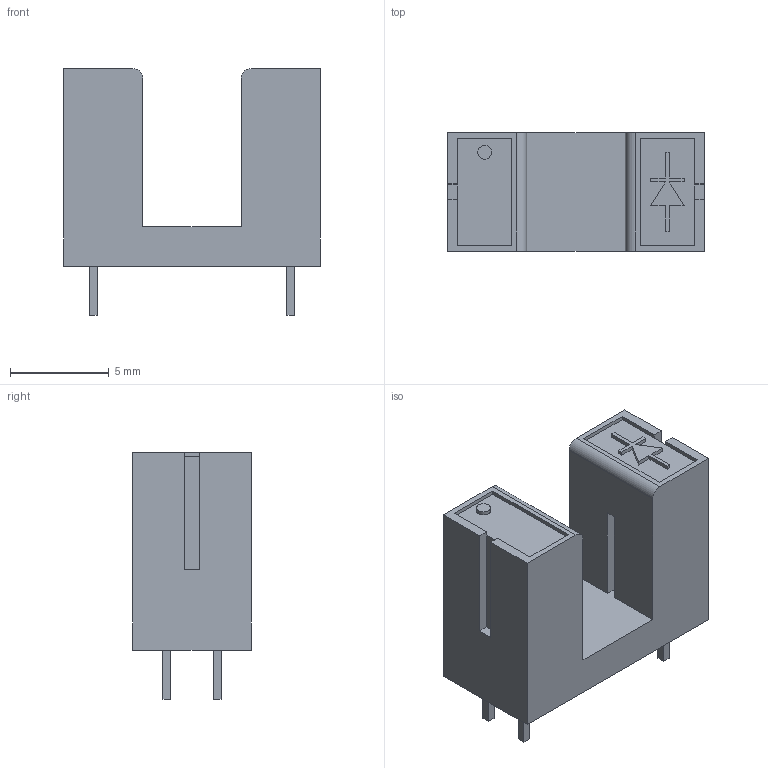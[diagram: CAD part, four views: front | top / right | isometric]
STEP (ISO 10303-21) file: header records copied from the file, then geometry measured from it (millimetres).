
FILE_DESCRIPTION (( 'STEP AP214' ), '1' );
FILE_NAME ('ITR9608.STEP', '2019-12-04T14:24:55', ( 'Elessar' ), ( '' ), 'SwSTEP 2.0', 'SolidWorks 2018', '' );
FILE_SCHEMA (( 'AUTOMOTIVE_DESIGN' ));
Length unit declared in the file: millimetre
Products named in the file (1): ITR9608
Bounding box: 13 x 6 x 12.5 mm (x, y, z)
Volume: 528.3 mm3; surface area: 597 mm2
Topology: 1 solids, 1 shells, 80 faces, 212 edges, 140 vertices
Faces by surface type: plane 76, cylinder 4
Entity records: 2686 total; most frequent: CARTESIAN_POINT 433, ORIENTED_EDGE 424, DIRECTION 382, EDGE_CURVE 212, VECTOR 204, LINE 204, VERTEX_POINT 140, AXIS2_PLACEMENT_3D 89
